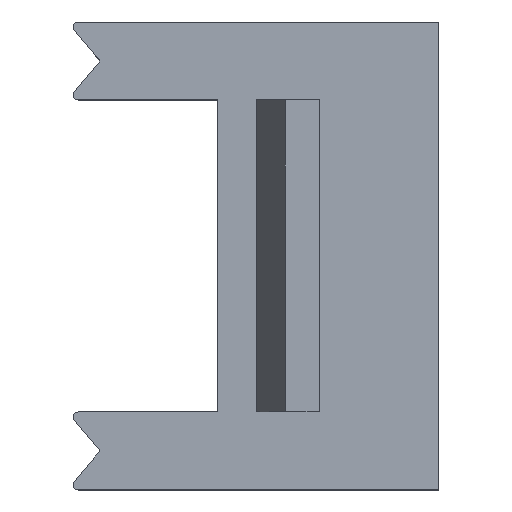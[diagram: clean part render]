
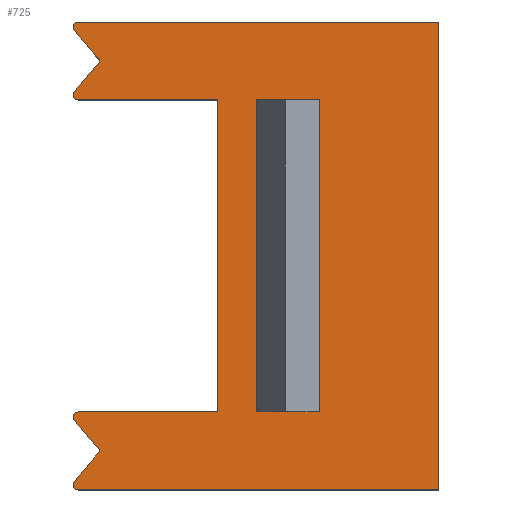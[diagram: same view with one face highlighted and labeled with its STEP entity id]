
A CAD part, top view. The second image highlights one B-rep face of the part: STEP entity #725.
In plain terms, the highlighted planar face has unit normal (0, 0, 1).
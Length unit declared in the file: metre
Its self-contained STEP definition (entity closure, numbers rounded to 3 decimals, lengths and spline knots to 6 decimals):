
#25=CIRCLE('',#781,0.0002);
#26=CIRCLE('',#782,0.0002);
#27=CIRCLE('',#783,0.0002);
#28=CIRCLE('',#784,0.0002);
#60=ORIENTED_EDGE('',*,*,#269,.T.);
#61=ORIENTED_EDGE('',*,*,#270,.T.);
#62=ORIENTED_EDGE('',*,*,#271,.F.);
#63=ORIENTED_EDGE('',*,*,#272,.T.);
#64=ORIENTED_EDGE('',*,*,#273,.T.);
#65=ORIENTED_EDGE('',*,*,#274,.F.);
#66=ORIENTED_EDGE('',*,*,#275,.T.);
#67=ORIENTED_EDGE('',*,*,#276,.F.);
#68=ORIENTED_EDGE('',*,*,#277,.F.);
#69=ORIENTED_EDGE('',*,*,#278,.F.);
#70=ORIENTED_EDGE('',*,*,#279,.T.);
#71=ORIENTED_EDGE('',*,*,#280,.T.);
#72=ORIENTED_EDGE('',*,*,#281,.F.);
#73=ORIENTED_EDGE('',*,*,#282,.T.);
#74=ORIENTED_EDGE('',*,*,#266,.F.);
#75=ORIENTED_EDGE('',*,*,#264,.T.);
#76=ORIENTED_EDGE('',*,*,#283,.T.);
#77=ORIENTED_EDGE('',*,*,#284,.F.);
#264=EDGE_CURVE('',#367,#369,#441,.T.);
#266=EDGE_CURVE('',#367,#371,#443,.T.);
#269=EDGE_CURVE('',#373,#374,#446,.T.);
#270=EDGE_CURVE('',#374,#375,#447,.T.);
#271=EDGE_CURVE('',#376,#375,#448,.T.);
#272=EDGE_CURVE('',#376,#377,#25,.T.);
#273=EDGE_CURVE('',#377,#378,#449,.T.);
#274=EDGE_CURVE('',#379,#378,#450,.T.);
#275=EDGE_CURVE('',#379,#380,#26,.T.);
#276=EDGE_CURVE('',#381,#380,#451,.T.);
#277=EDGE_CURVE('',#382,#381,#452,.T.);
#278=EDGE_CURVE('',#383,#382,#453,.T.);
#279=EDGE_CURVE('',#383,#384,#27,.T.);
#280=EDGE_CURVE('',#384,#385,#454,.T.);
#281=EDGE_CURVE('',#386,#385,#455,.T.);
#282=EDGE_CURVE('',#386,#373,#28,.T.);
#283=EDGE_CURVE('',#369,#387,#456,.T.);
#284=EDGE_CURVE('',#371,#387,#457,.T.);
#367=VERTEX_POINT('',#1067);
#369=VERTEX_POINT('',#1071);
#371=VERTEX_POINT('',#1077);
#373=VERTEX_POINT('',#1083);
#374=VERTEX_POINT('',#1084);
#375=VERTEX_POINT('',#1086);
#376=VERTEX_POINT('',#1088);
#377=VERTEX_POINT('',#1090);
#378=VERTEX_POINT('',#1092);
#379=VERTEX_POINT('',#1094);
#380=VERTEX_POINT('',#1096);
#381=VERTEX_POINT('',#1098);
#382=VERTEX_POINT('',#1100);
#383=VERTEX_POINT('',#1102);
#384=VERTEX_POINT('',#1104);
#385=VERTEX_POINT('',#1106);
#386=VERTEX_POINT('',#1108);
#387=VERTEX_POINT('',#1111);
#441=LINE('',#1072,#520);
#443=LINE('',#1076,#522);
#446=LINE('',#1082,#525);
#447=LINE('',#1085,#526);
#448=LINE('',#1087,#527);
#449=LINE('',#1091,#528);
#450=LINE('',#1093,#529);
#451=LINE('',#1097,#530);
#452=LINE('',#1099,#531);
#453=LINE('',#1101,#532);
#454=LINE('',#1105,#533);
#455=LINE('',#1107,#534);
#456=LINE('',#1110,#535);
#457=LINE('',#1112,#536);
#520=VECTOR('',#853,1.);
#522=VECTOR('',#857,1.);
#525=VECTOR('',#862,1.);
#526=VECTOR('',#863,1.);
#527=VECTOR('',#864,1.);
#528=VECTOR('',#867,1.);
#529=VECTOR('',#868,1.);
#530=VECTOR('',#871,1.);
#531=VECTOR('',#872,1.);
#532=VECTOR('',#873,1.);
#533=VECTOR('',#876,1.);
#534=VECTOR('',#877,1.);
#535=VECTOR('',#880,1.);
#536=VECTOR('',#881,1.);
#598=EDGE_LOOP('',(#60,#61,#62,#63,#64,#65,#66,#67,#68,#69,#70,#71,#72,
#73));
#599=EDGE_LOOP('',(#74,#75,#76,#77));
#647=FACE_BOUND('',#598,.T.);
#648=FACE_BOUND('',#599,.T.);
#696=PLANE('',#780);
#725=ADVANCED_FACE('',(#647,#648),#696,.T.);
#780=AXIS2_PLACEMENT_3D('',#1081,#860,#861);
#781=AXIS2_PLACEMENT_3D('',#1089,#865,#866);
#782=AXIS2_PLACEMENT_3D('',#1095,#869,#870);
#783=AXIS2_PLACEMENT_3D('',#1103,#874,#875);
#784=AXIS2_PLACEMENT_3D('',#1109,#878,#879);
#853=DIRECTION('',(0.,1.,0.));
#857=DIRECTION('',(1.,0.,0.));
#860=DIRECTION('',(0.,0.,1.));
#861=DIRECTION('',(1.,0.,0.));
#862=DIRECTION('',(1.,0.,0.));
#863=DIRECTION('',(0.,-1.,0.));
#864=DIRECTION('',(1.,0.,0.));
#865=DIRECTION('',(0.,0.,1.));
#866=DIRECTION('',(1.,0.,0.));
#867=DIRECTION('',(0.643,-0.766,0.));
#868=DIRECTION('',(0.643,0.766,0.));
#869=DIRECTION('',(0.,0.,1.));
#870=DIRECTION('',(1.,0.,0.));
#871=DIRECTION('',(-1.,0.,0.));
#872=DIRECTION('',(0.,-1.,0.));
#873=DIRECTION('',(1.,0.,0.));
#874=DIRECTION('',(0.,0.,1.));
#875=DIRECTION('',(1.,0.,0.));
#876=DIRECTION('',(0.643,-0.766,0.));
#877=DIRECTION('',(0.643,0.766,0.));
#878=DIRECTION('',(0.,0.,1.));
#879=DIRECTION('',(1.,0.,0.));
#880=DIRECTION('',(1.,0.,0.));
#881=DIRECTION('',(0.,1.,0.));
#1067=CARTESIAN_POINT('',(0.0065,-0.006,0.002));
#1071=CARTESIAN_POINT('',(0.0065,0.006,0.002));
#1072=CARTESIAN_POINT('',(0.0065,0.003,0.002));
#1076=CARTESIAN_POINT('',(0.0077,-0.006,0.002));
#1077=CARTESIAN_POINT('',(0.0089,-0.006,0.002));
#1081=CARTESIAN_POINT('',(0.006464,0.,0.002));
#1082=CARTESIAN_POINT('',(0.00325,0.006,0.002));
#1083=CARTESIAN_POINT('',(-0.000372,0.006,0.002));
#1084=CARTESIAN_POINT('',(0.005,0.006,0.002));
#1085=CARTESIAN_POINT('',(0.005,0.,0.002));
#1086=CARTESIAN_POINT('',(0.005,-0.006,0.002));
#1087=CARTESIAN_POINT('',(0.00325,-0.006,0.002));
#1088=CARTESIAN_POINT('',(-0.000372,-0.006,0.002));
#1089=CARTESIAN_POINT('',(-0.000372,-0.0062,0.002));
#1090=CARTESIAN_POINT('',(-0.000525,-0.006329,0.002));
#1091=CARTESIAN_POINT('',(-0.000438,-0.006432,0.002));
#1092=CARTESIAN_POINT('',(0.000458,-0.0075,0.002));
#1093=CARTESIAN_POINT('',(0.000054,-0.007982,0.002));
#1094=CARTESIAN_POINT('',(-0.000525,-0.008671,0.002));
#1095=CARTESIAN_POINT('',(-0.000372,-0.0088,0.002));
#1096=CARTESIAN_POINT('',(-0.000372,-0.009,0.002));
#1097=CARTESIAN_POINT('',(0.000564,-0.009,0.002));
#1098=CARTESIAN_POINT('',(0.0135,-0.009,0.002));
#1099=CARTESIAN_POINT('',(0.0135,0.,0.002));
#1100=CARTESIAN_POINT('',(0.0135,0.009,0.002));
#1101=CARTESIAN_POINT('',(0.00925,0.009,0.002));
#1102=CARTESIAN_POINT('',(-0.000372,0.009,0.002));
#1103=CARTESIAN_POINT('',(-0.000372,0.0088,0.002));
#1104=CARTESIAN_POINT('',(-0.000525,0.008671,0.002));
#1105=CARTESIAN_POINT('',(-0.000438,0.008568,0.002));
#1106=CARTESIAN_POINT('',(0.000458,0.0075,0.002));
#1107=CARTESIAN_POINT('',(0.000054,0.007018,0.002));
#1108=CARTESIAN_POINT('',(-0.000525,0.006329,0.002));
#1109=CARTESIAN_POINT('',(-0.000372,0.0062,0.002));
#1110=CARTESIAN_POINT('',(0.0077,0.006,0.002));
#1111=CARTESIAN_POINT('',(0.0089,0.006,0.002));
#1112=CARTESIAN_POINT('',(0.0089,-0.003,0.002));
